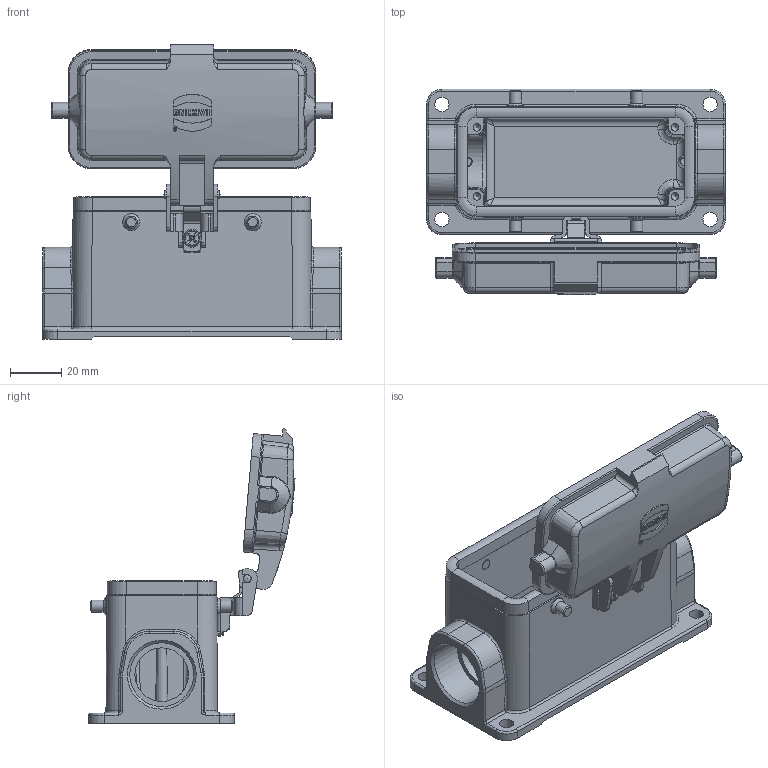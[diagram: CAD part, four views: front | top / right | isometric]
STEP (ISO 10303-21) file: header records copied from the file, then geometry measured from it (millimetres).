
FILE_DESCRIPTION(/* description */ (''),/* implementation_level */ '2;1');
FILE_NAME(/* name */ '100095336ugm000_c.stp',/* time_stamp */ '2017-11-06T09:12:05+01:00',/* author */ (''),/* organization */ (''),/* preprocessor_version */ 'ST-DEVELOPER v16',/* originating_system */ 'SIEMENS PLM Software NX 10.0',/* authorisation */ '');
FILE_SCHEMA (('AUTOMOTIVE_DESIGN { 1 0 10303 214 3 1 1 1 }'));
Length unit declared in the file: millimetre
Products named in the file (1): 100095336ugm000_c
Bounding box: 117 x 80.69 x 115.24 mm (x, y, z)
Volume: 113417.4 mm3; surface area: 63978.5 mm2
Topology: 2 solids, 2 shells, 776 faces, 2029 edges, 1285 vertices
Faces by surface type: plane 348, cylinder 254, bspline 70, torus 47, cone 45, extrusion 6, sphere 6
Full cylindrical faces by diameter (mm): 1.006 x1, 1.477 x1, 3 x6, 4 x4, 4.75 x4, 5.6 x4, 6.725 x4, 7 x1, 21 x1, 23.6 x1, 25 x1
Entity records: 29258 total; most frequent: CARTESIAN_POINT 6928, ORIENTED_EDGE 3886, DIRECTION 3879, EDGE_CURVE 1943, AXIS2_PLACEMENT_3D 1428, VERTEX_POINT 1256, VECTOR 1023, LINE 1017
